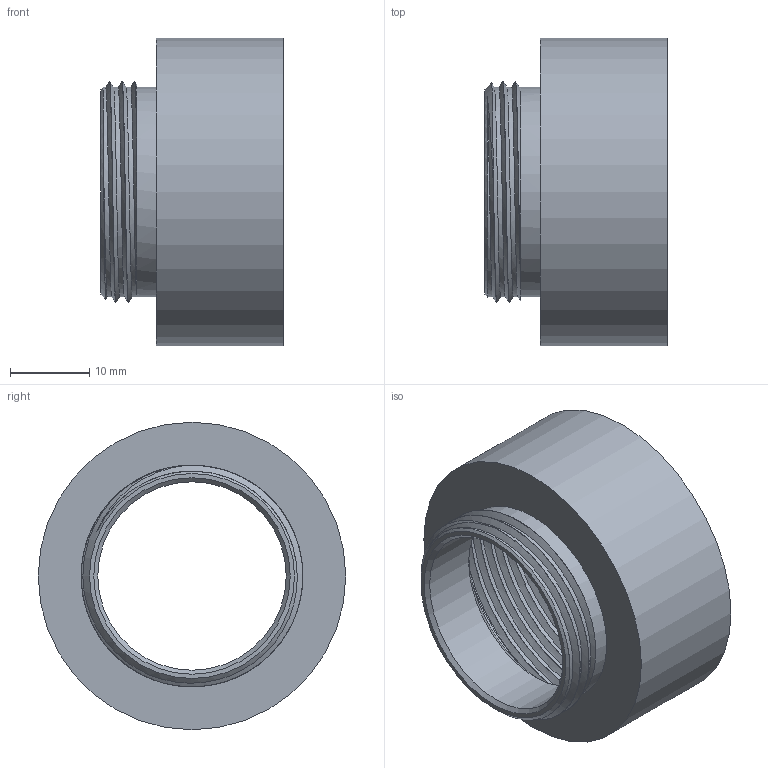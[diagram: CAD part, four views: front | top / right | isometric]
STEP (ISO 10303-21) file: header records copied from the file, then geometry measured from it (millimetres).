
FILE_DESCRIPTION(/* description */ ('Erweiterungen rund PG 21 / PG 29'),/* implementation_level */ '2;1');
FILE_NAME(/* name */ '62062129-RST.stp',/* time_stamp */ '2020-07-28T08:11:14+02:00',/* author */ ('sl'),/* organization */ (''),/* preprocessor_version */ 'ST-DEVELOPER v16.5',/* originating_system */ 'Autodesk Inventor 2017',/* authorisation */ '');
FILE_SCHEMA (('AUTOMOTIVE_DESIGN { 1 0 10303 214 3 1 1 }'));
Length unit declared in the file: millimetre
Products named in the file (1): 62062129
Bounding box: 23 x 38.84 x 38.84 mm (x, y, z)
Volume: 4015.5 mm3; surface area: 6972.1 mm2
Topology: 1 solids, 1 shells, 28 faces, 70 edges, 46 vertices
Faces by surface type: cylinder 14, plane 6, cone 4, bspline 4
Full cylindrical faces by diameter (mm): 23.8 x1, 26.48 x2, 35.51 x6, 38.84 x1
Entity records: 2317 total; most frequent: CARTESIAN_POINT 1905, DIRECTION 70, ORIENTED_EDGE 68, AXIS2_PLACEMENT_3D 35, EDGE_CURVE 34, EDGE_LOOP 32, VERTEX_POINT 26, FACE_OUTER_BOUND 20
